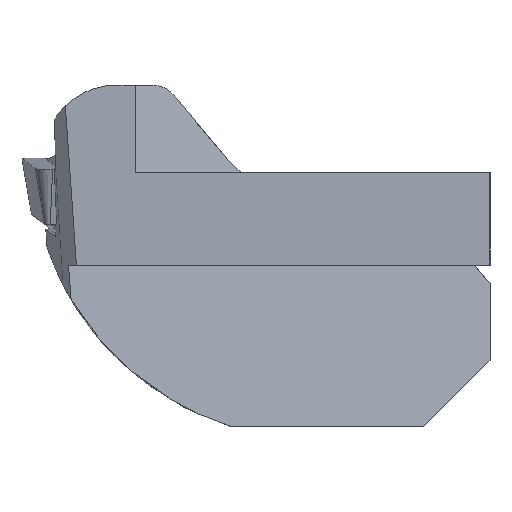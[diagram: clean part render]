
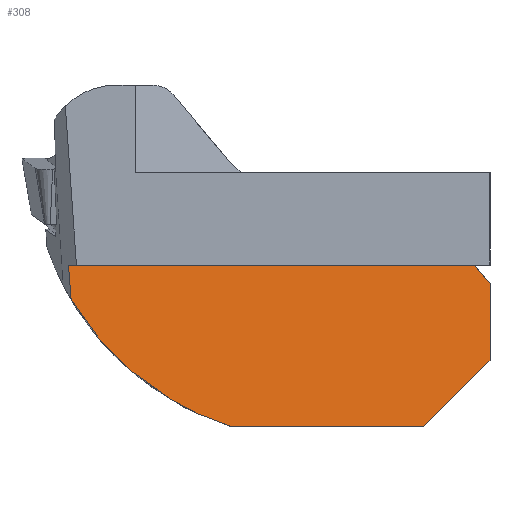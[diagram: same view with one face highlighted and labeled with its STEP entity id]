
A CAD part, top view. The second image highlights one B-rep face of the part: STEP entity #308.
In plain terms, the highlighted planar face has unit normal (0, 0.139, 0.99).
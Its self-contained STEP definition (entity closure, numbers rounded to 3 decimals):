
#265=B_SPLINE_CURVE_WITH_KNOTS('',3,(#2918,#2919,#2920,#2921),
 .UNSPECIFIED.,.F.,.F.,(4,4),(0.,1.),.UNSPECIFIED.);
#308=ADVANCED_FACE('',(#483),#413,.T.);
#413=PLANE('',#2092);
#483=FACE_OUTER_BOUND('',#561,.T.);
#561=EDGE_LOOP('',(#747,#748,#749,#750,#751,#752,#753));
#747=ORIENTED_EDGE('',*,*,#1471,.F.);
#748=ORIENTED_EDGE('',*,*,#1472,.T.);
#749=ORIENTED_EDGE('',*,*,#1455,.T.);
#750=ORIENTED_EDGE('',*,*,#1473,.F.);
#751=ORIENTED_EDGE('',*,*,#1474,.F.);
#752=ORIENTED_EDGE('',*,*,#1475,.T.);
#753=ORIENTED_EDGE('',*,*,#1476,.T.);
#1255=VERTEX_POINT('',#2857);
#1256=VERTEX_POINT('',#2859);
#1271=VERTEX_POINT('',#2916);
#1272=VERTEX_POINT('',#2917);
#1273=VERTEX_POINT('',#2923);
#1274=VERTEX_POINT('',#2925);
#1275=VERTEX_POINT('',#2927);
#1455=EDGE_CURVE('',#1256,#1255,#1714,.T.);
#1471=EDGE_CURVE('',#1271,#1272,#1722,.T.);
#1472=EDGE_CURVE('',#1271,#1256,#265,.T.);
#1473=EDGE_CURVE('',#1273,#1255,#1723,.T.);
#1474=EDGE_CURVE('',#1274,#1273,#1724,.T.);
#1475=EDGE_CURVE('',#1274,#1275,#1725,.T.);
#1476=EDGE_CURVE('',#1275,#1272,#1726,.T.);
#1714=LINE('',#2858,#1878);
#1722=LINE('',#2915,#1886);
#1723=LINE('',#2922,#1887);
#1724=LINE('',#2924,#1888);
#1725=LINE('',#2926,#1889);
#1726=LINE('',#2928,#1890);
#1878=VECTOR('',#2305,1.);
#1886=VECTOR('',#2317,1.);
#1887=VECTOR('',#2318,1.);
#1888=VECTOR('',#2319,1.);
#1889=VECTOR('',#2320,1.);
#1890=VECTOR('',#2321,1.);
#2092=AXIS2_PLACEMENT_3D('',#2929,#2322,#2323);
#2305=DIRECTION('',(1.,0.,0.));
#2317=DIRECTION('',(-0.078,0.987,-0.139));
#2318=DIRECTION('',(-0.704,-0.704,0.099));
#2319=DIRECTION('',(0.,-0.99,0.139));
#2320=DIRECTION('',(-0.639,0.762,-0.107));
#2321=DIRECTION('',(-1.,0.,0.));
#2322=DIRECTION('',(0.,0.139,0.99));
#2323=DIRECTION('',(0.,-0.99,0.139));
#2857=CARTESIAN_POINT('',(3.7,-9.6,0.857));
#2858=CARTESIAN_POINT('',(-14.85,-9.6,0.857));
#2859=CARTESIAN_POINT('',(-3.568,-9.6,0.857));
#2915=CARTESIAN_POINT('',(-9.759,-3.104,-0.056));
#2916=CARTESIAN_POINT('',(-9.626,-4.786,0.181));
#2917=CARTESIAN_POINT('',(-9.728,-3.5,0.));
#2918=CARTESIAN_POINT('',(-9.626,-4.786,0.181));
#2919=CARTESIAN_POINT('',(-8.278,-7.07,0.502));
#2920=CARTESIAN_POINT('',(-6.114,-8.798,0.745));
#2921=CARTESIAN_POINT('',(-3.568,-9.6,0.857));
#2922=CARTESIAN_POINT('',(-2.404,-15.704,1.715));
#2923=CARTESIAN_POINT('',(6.2,-7.1,0.506));
#2924=CARTESIAN_POINT('',(6.2,-3.5,0.));
#2925=CARTESIAN_POINT('',(6.2,-4.2,0.098));
#2926=CARTESIAN_POINT('',(-2.745,6.46,-1.4));
#2927=CARTESIAN_POINT('',(5.613,-3.5,0.));
#2928=CARTESIAN_POINT('',(-14.85,-3.5,0.));
#2929=CARTESIAN_POINT('',(-14.85,-3.5,0.));
